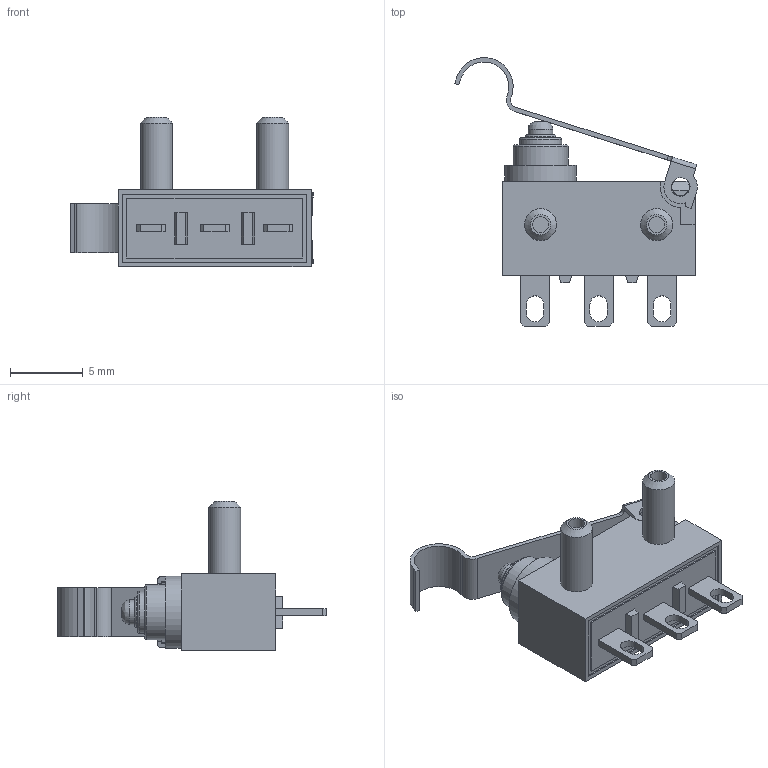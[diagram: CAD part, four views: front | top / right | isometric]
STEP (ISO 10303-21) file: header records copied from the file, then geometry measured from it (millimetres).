
FILE_DESCRIPTION((''),'2;1');
FILE_NAME('WS0850102F070SA.stp','2018-04-16T09:49:29',('mroman'),(''),'Autodesk Inventor 2012','Autodesk Inventor 2012','');
FILE_SCHEMA(('CONFIG_CONTROL_DESIGN'));
Length unit declared in the file: inch
Products named in the file (1): WS0850102F070SA
Bounding box: 16.72 x 18.52 x 10.3 mm (x, y, z)
Volume: 553.3 mm3; surface area: 770.5 mm2
Topology: 2 solids, 2 shells, 197 faces, 505 edges, 333 vertices
Faces by surface type: plane 125, cylinder 63, torus 6, cone 2, bspline 1
Full cylindrical faces by diameter (mm): 1.1 x2, 1.3 x2, 1.7 x1, 2.2 x2, 2.9 x1, 3.8 x1, 4.5 x1, 4.95 x1
Entity records: 5953 total; most frequent: CARTESIAN_POINT 1058, DIRECTION 1018, ORIENTED_EDGE 968, EDGE_CURVE 484, VECTOR 344, LINE 344, AXIS2_PLACEMENT_3D 337, VERTEX_POINT 332
